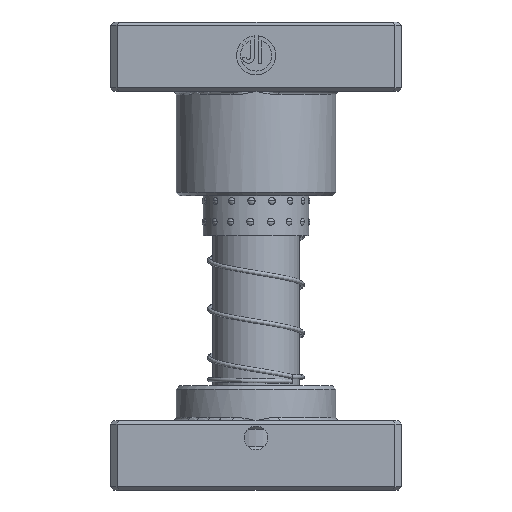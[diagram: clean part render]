
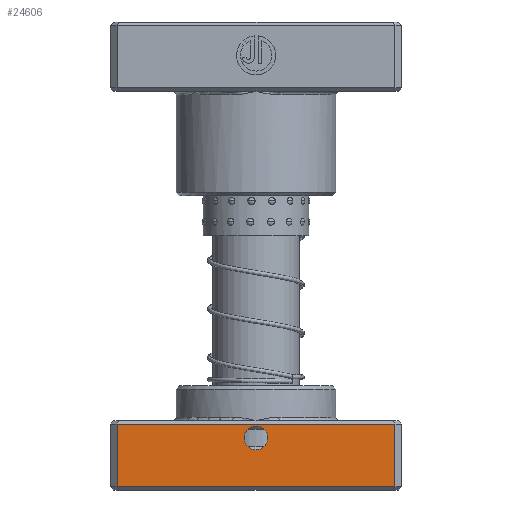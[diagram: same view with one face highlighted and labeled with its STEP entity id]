
A CAD part, front view. The second image highlights one B-rep face of the part: STEP entity #24606.
In plain terms, the highlighted planar face has unit normal (0, -1, 0).
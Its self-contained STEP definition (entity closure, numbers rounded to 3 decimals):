
#33 = VERTEX_POINT ( 'NONE', #2300 ) ;
#68 = CARTESIAN_POINT ( 'NONE',  ( -40., -24., 19. ) ) ;
#385 = DIRECTION ( 'NONE',  ( 0., -1., 0. ) ) ;
#1742 = PLANE ( 'NONE',  #37822 ) ;
#2300 = CARTESIAN_POINT ( 'NONE',  ( 40., -24., 19. ) ) ;
#2711 = FACE_BOUND ( 'NONE', #20113, .T. ) ;
#2744 = DIRECTION ( 'NONE',  ( 0., 0., -1. ) ) ;
#2907 = CARTESIAN_POINT ( 'NONE',  ( -40., -24., 19. ) ) ;
#3944 = VECTOR ( 'NONE', #3956, 1000. ) ;
#3956 = DIRECTION ( 'NONE',  ( 1., 0., 0. ) ) ;
#6217 = DIRECTION ( 'NONE',  ( -1., 0., 0. ) ) ;
#7629 = EDGE_CURVE ( 'NONE', #36551, #32818, #18516, .T. ) ;
#8195 = EDGE_LOOP ( 'NONE', ( #17744, #40467, #34705, #33142 ) ) ;
#8650 = LINE ( 'NONE', #2907, #37936 ) ;
#8668 = VERTEX_POINT ( 'NONE', #8798 ) ;
#8798 = CARTESIAN_POINT ( 'NONE',  ( 40., -24., 1. ) ) ;
#10887 = VECTOR ( 'NONE', #36073, 1000. ) ;
#11675 = CARTESIAN_POINT ( 'NONE',  ( 40., -24., 20. ) ) ;
#11952 = EDGE_CURVE ( 'NONE', #25360, #30333, #19658, .T. ) ;
#12132 = VECTOR ( 'NONE', #31108, 1000. ) ;
#13597 = CARTESIAN_POINT ( 'NONE',  ( -40., -24., 20. ) ) ;
#15288 = ORIENTED_EDGE ( 'NONE', *, *, #17239, .F. ) ;
#15845 = AXIS2_PLACEMENT_3D ( 'NONE', #20181, #385, #23465 ) ;
#16943 = CARTESIAN_POINT ( 'NONE',  ( -40., -24., 1. ) ) ;
#16952 = CARTESIAN_POINT ( 'NONE',  ( -40., -24., 1. ) ) ;
#17239 = EDGE_CURVE ( 'NONE', #32818, #36551, #30996, .T. ) ;
#17744 = ORIENTED_EDGE ( 'NONE', *, *, #11952, .T. ) ;
#18062 = CARTESIAN_POINT ( 'NONE',  ( -40., -24., 20. ) ) ;
#18516 = CIRCLE ( 'NONE', #28008, 3.4 ) ;
#19231 = FACE_OUTER_BOUND ( 'NONE', #8195, .T. ) ;
#19658 = LINE ( 'NONE', #13597, #10887 ) ;
#19822 = CARTESIAN_POINT ( 'NONE',  ( 0., -24., 11.6 ) ) ;
#20113 = EDGE_LOOP ( 'NONE', ( #31674, #15288 ) ) ;
#20181 = CARTESIAN_POINT ( 'NONE',  ( 0., -24., 15. ) ) ;
#22489 = DIRECTION ( 'NONE',  ( 0., -1., 0. ) ) ;
#23465 = DIRECTION ( 'NONE',  ( 0., 0., -1. ) ) ;
#24606 = ADVANCED_FACE ( 'NONE', ( #2711, #19231 ), #1742, .F. ) ;
#24780 = DIRECTION ( 'NONE',  ( 0., 0., 1. ) ) ;
#25360 = VERTEX_POINT ( 'NONE', #68 ) ;
#28008 = AXIS2_PLACEMENT_3D ( 'NONE', #41588, #22489, #2744 ) ;
#28403 = CARTESIAN_POINT ( 'NONE',  ( 0., -24., 18.4 ) ) ;
#29990 = LINE ( 'NONE', #16952, #3944 ) ;
#30333 = VERTEX_POINT ( 'NONE', #16943 ) ;
#30996 = CIRCLE ( 'NONE', #15845, 3.4 ) ;
#31108 = DIRECTION ( 'NONE',  ( 0., 0., -1. ) ) ;
#31547 = EDGE_CURVE ( 'NONE', #33, #25360, #8650, .T. ) ;
#31674 = ORIENTED_EDGE ( 'NONE', *, *, #7629, .F. ) ;
#32818 = VERTEX_POINT ( 'NONE', #28403 ) ;
#33142 = ORIENTED_EDGE ( 'NONE', *, *, #31547, .T. ) ;
#33883 = DIRECTION ( 'NONE',  ( 0., 1., 0. ) ) ;
#34705 = ORIENTED_EDGE ( 'NONE', *, *, #41946, .F. ) ;
#36073 = DIRECTION ( 'NONE',  ( 0., 0., -1. ) ) ;
#36551 = VERTEX_POINT ( 'NONE', #19822 ) ;
#37798 = LINE ( 'NONE', #11675, #12132 ) ;
#37822 = AXIS2_PLACEMENT_3D ( 'NONE', #18062, #33883, #24780 ) ;
#37936 = VECTOR ( 'NONE', #6217, 1000. ) ;
#40467 = ORIENTED_EDGE ( 'NONE', *, *, #41256, .T. ) ;
#41256 = EDGE_CURVE ( 'NONE', #30333, #8668, #29990, .T. ) ;
#41588 = CARTESIAN_POINT ( 'NONE',  ( 0., -24., 15. ) ) ;
#41946 = EDGE_CURVE ( 'NONE', #33, #8668, #37798, .T. ) ;
